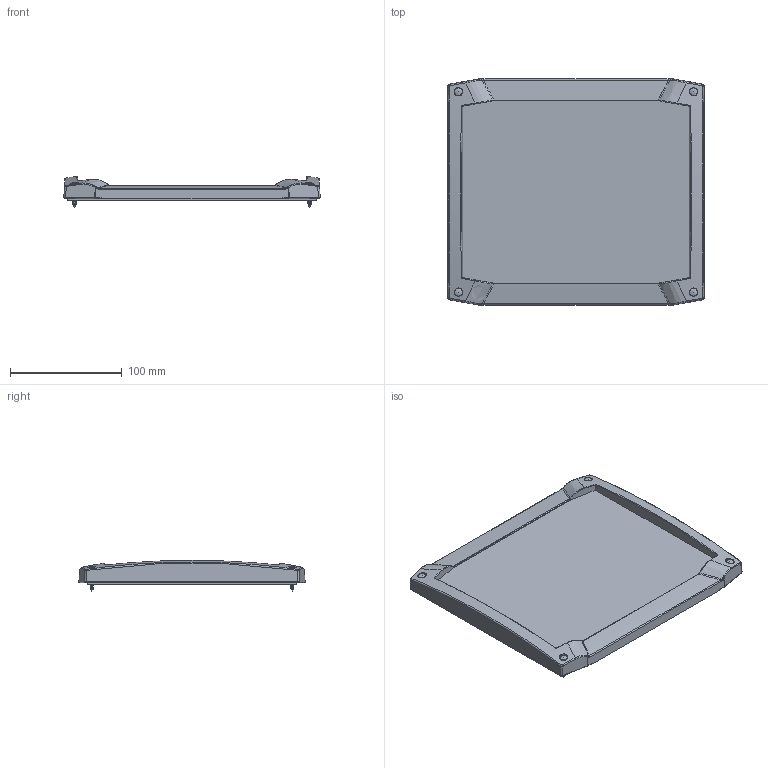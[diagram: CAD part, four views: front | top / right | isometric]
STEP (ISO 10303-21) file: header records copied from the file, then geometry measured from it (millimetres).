
FILE_DESCRIPTION(/* description */ (''),/* implementation_level */ '2;1');
FILE_NAME(/* name */ '20201435_BCD 200 CF-7035.stp',/* time_stamp */ '2016-10-26T15:05:41+02:00',/* author */ ('haertel'),/* organization */ (''),/* preprocessor_version */ 'ST-DEVELOPER v16.1',/* originating_system */ 'Autodesk Inventor 2016',/* authorisation */ '');
FILE_SCHEMA (('AUTOMOTIVE_DESIGN { 1 0 10303 214 3 1 1 }'));
Products named in the file (8): PART1; BCD200CF_3D; PART1_1; SHRZB2_9X16-_3DSYM; PART1_2; 1009250_3D; BCD 200 CF-DI; 20201424_BCD 200 CF-7024
Assembly tree (13 placements, depth 3):
  20201424_BCD 200 CF-7024
    BCD200CF_3D
      PART1
    SHRZB2_9X16-_3DSYM  x4
      PART1_1
    1009250_3D  x4
      PART1_2
    BCD 200 CF-DI
Bounding box: 229 x 202.1 x 27.98 mm (x, y, z)
Volume: 216702.6 mm3; surface area: 168570.6 mm2
Topology: 10 solids, 10 shells, 2585 faces, 7223 edges, 4671 vertices
Faces by surface type: cylinder 848, plane 839, bspline 668, torus 84, cone 76, sphere 70
Full cylindrical faces by diameter (mm): 2 x44, 5.6 x4, 6 x4
Entity records: 97917 total; most frequent: CARTESIAN_POINT 36608, ORIENTED_EDGE 13180, DIRECTION 13096, EDGE_CURVE 6590, AXIS2_PLACEMENT_3D 5164, VERTEX_POINT 4319, LINE 2768, VECTOR 2768
